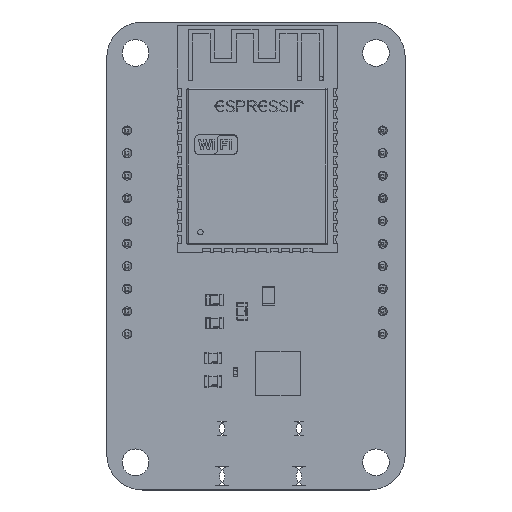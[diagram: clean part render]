
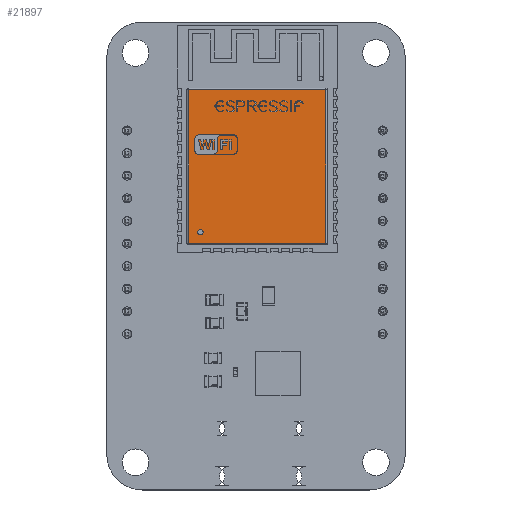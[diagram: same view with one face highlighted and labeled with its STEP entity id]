
A CAD part, top view. The second image highlights one B-rep face of the part: STEP entity #21897.
In plain terms, the highlighted planar face has unit normal (0, 0, 1).
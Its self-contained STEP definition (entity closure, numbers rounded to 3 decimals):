
#20810 = VERTEX_POINT('',#20811);
#20811 = CARTESIAN_POINT('',(-6.665,-10.461,2.3));
#20827 = EDGE_CURVE('',#20810,#20828,#20830,.T.);
#20828 = VERTEX_POINT('',#20829);
#20829 = CARTESIAN_POINT('',(-6.065,-10.461,2.3));
#20830 = CIRCLE('',#20831,0.3);
#20831 = AXIS2_PLACEMENT_3D('',#20832,#20833,#20834);
#20832 = CARTESIAN_POINT('',(-6.365,-10.461,2.3));
#20833 = DIRECTION('',(0.,0.,-1.));
#20834 = DIRECTION('',(1.,0.,0.));
#20836 = EDGE_CURVE('',#20828,#20810,#20837,.T.);
#20837 = CIRCLE('',#20838,0.3);
#20838 = AXIS2_PLACEMENT_3D('',#20839,#20840,#20841);
#20839 = CARTESIAN_POINT('',(-6.365,-10.461,2.3));
#20840 = DIRECTION('',(0.,0.,-1.));
#20841 = DIRECTION('',(1.,0.,0.));
#21644 = VERTEX_POINT('',#21645);
#21645 = CARTESIAN_POINT('',(7.7,-11.69,2.3));
#21661 = VERTEX_POINT('',#21662);
#21662 = CARTESIAN_POINT('',(7.7,5.51,2.3));
#21669 = EDGE_CURVE('',#21661,#21644,#21670,.T.);
#21670 = LINE('',#21671,#21672);
#21671 = CARTESIAN_POINT('',(7.7,-7.49,2.3));
#21672 = VECTOR('',#21673,1.);
#21673 = DIRECTION('',(0.,-1.,0.));
#21684 = VERTEX_POINT('',#21685);
#21685 = CARTESIAN_POINT('',(-7.7,-11.69,2.3));
#21707 = EDGE_CURVE('',#21644,#21684,#21708,.T.);
#21708 = LINE('',#21709,#21710);
#21709 = CARTESIAN_POINT('',(-3.95,-11.69,2.3));
#21710 = VECTOR('',#21711,1.);
#21711 = DIRECTION('',(-1.,0.,0.));
#21739 = VERTEX_POINT('',#21740);
#21740 = CARTESIAN_POINT('',(-7.7,5.51,2.3));
#21762 = EDGE_CURVE('',#21684,#21739,#21763,.T.);
#21763 = LINE('',#21764,#21765);
#21764 = CARTESIAN_POINT('',(-7.7,1.31,2.3));
#21765 = VECTOR('',#21766,1.);
#21766 = DIRECTION('',(0.,1.,0.));
#21809 = EDGE_CURVE('',#21739,#21661,#21810,.T.);
#21810 = LINE('',#21811,#21812);
#21811 = CARTESIAN_POINT('',(3.95,5.51,2.3));
#21812 = VECTOR('',#21813,1.);
#21813 = DIRECTION('',(1.,0.,0.));
#21897 = ADVANCED_FACE('',(#21898,#21904),#21908,.T.);
#21898 = FACE_BOUND('',#21899,.T.);
#21899 = EDGE_LOOP('',(#21900,#21901,#21902,#21903));
#21900 = ORIENTED_EDGE('',*,*,#21669,.F.);
#21901 = ORIENTED_EDGE('',*,*,#21809,.F.);
#21902 = ORIENTED_EDGE('',*,*,#21762,.F.);
#21903 = ORIENTED_EDGE('',*,*,#21707,.F.);
#21904 = FACE_BOUND('',#21905,.T.);
#21905 = EDGE_LOOP('',(#21906,#21907));
#21906 = ORIENTED_EDGE('',*,*,#20836,.T.);
#21907 = ORIENTED_EDGE('',*,*,#20827,.T.);
#21908 = PLANE('',#21909);
#21909 = AXIS2_PLACEMENT_3D('',#21910,#21911,#21912);
#21910 = CARTESIAN_POINT('',(0.,-3.09,2.3));
#21911 = DIRECTION('',(0.,0.,1.));
#21912 = DIRECTION('',(1.,0.,0.));
